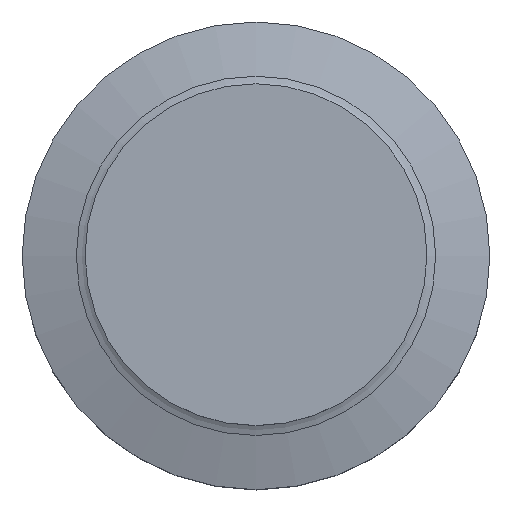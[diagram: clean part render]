
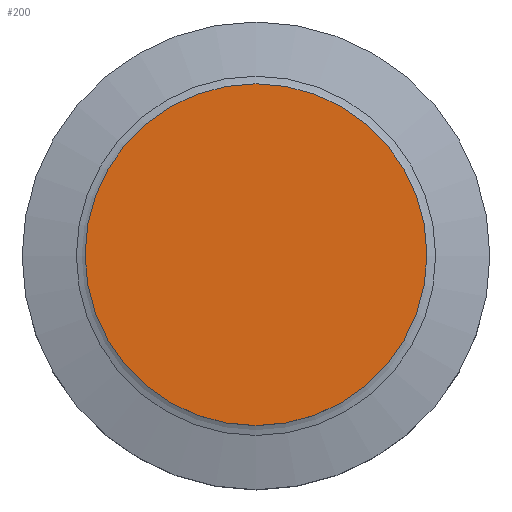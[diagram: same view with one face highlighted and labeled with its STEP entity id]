
A CAD part, top view. The second image highlights one B-rep face of the part: STEP entity #200.
In plain terms, the highlighted planar face has unit normal (0, 0, 1).
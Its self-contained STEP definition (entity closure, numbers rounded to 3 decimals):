
#200=ADVANCED_FACE('',(#206),#204,.T.);
#204=PLANE('',#451);
#206=FACE_OUTER_BOUND('',#260,.T.);
#260=EDGE_LOOP('',(#314));
#314=ORIENTED_EDGE('',*,*,#368,.F.);
#341=VERTEX_POINT('',#644);
#368=EDGE_CURVE('',#341,#341,#395,.T.);
#395=CIRCLE('',#449,4.75);
#449=AXIS2_PLACEMENT_3D('',#643,#558,#559);
#451=AXIS2_PLACEMENT_3D('',#646,#562,#563);
#558=DIRECTION('',(0.,0.,-1.));
#559=DIRECTION('',(-1.,0.,0.));
#562=DIRECTION('',(0.,0.,1.));
#563=DIRECTION('',(1.,0.,0.));
#643=CARTESIAN_POINT('',(0.,0.,28.));
#644=CARTESIAN_POINT('',(-4.75,0.,28.));
#646=CARTESIAN_POINT('',(4.75,0.,28.));
